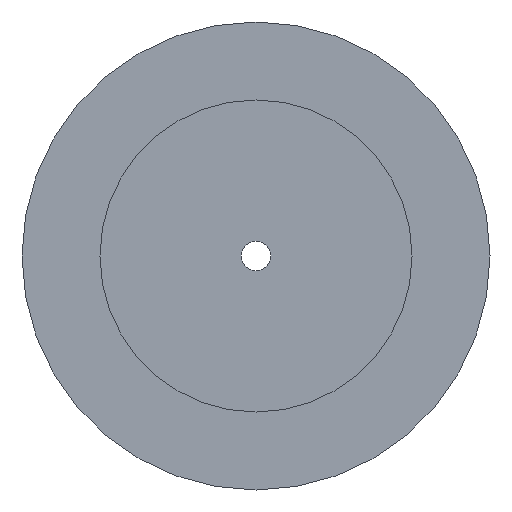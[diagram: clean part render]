
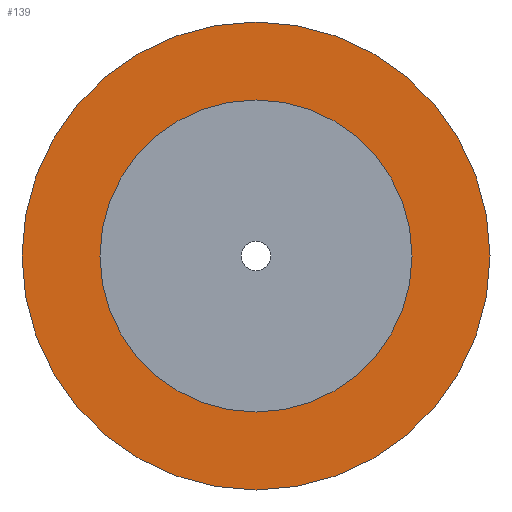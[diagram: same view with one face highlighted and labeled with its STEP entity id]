
A CAD part, front view. The second image highlights one B-rep face of the part: STEP entity #139.
In plain terms, the highlighted planar face has unit normal (0, -1, 0).
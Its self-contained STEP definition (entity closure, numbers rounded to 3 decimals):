
#1 = CARTESIAN_POINT ( 'NONE',  ( 0., 0., 0. ) ) ;
#41 = VERTEX_POINT ( 'NONE', #283 ) ;
#55 = CARTESIAN_POINT ( 'NONE',  ( 0., 0., 60. ) ) ;
#61 = AXIS2_PLACEMENT_3D ( 'NONE', #311, #184, #279 ) ;
#64 = EDGE_CURVE ( 'NONE', #119, #41, #370, .T. ) ;
#76 = AXIS2_PLACEMENT_3D ( 'NONE', #1, #190, #218 ) ;
#80 = VERTEX_POINT ( 'NONE', #269 ) ;
#100 = CARTESIAN_POINT ( 'NONE',  ( 0., 0., 0. ) ) ;
#101 = CARTESIAN_POINT ( 'NONE',  ( 0., 0., 0. ) ) ;
#103 = DIRECTION ( 'NONE',  ( 0., 0., 1. ) ) ;
#119 = VERTEX_POINT ( 'NONE', #55 ) ;
#139 = ADVANCED_FACE ( 'NONE', ( #249, #285 ), #320, .F. ) ;
#149 = EDGE_CURVE ( 'NONE', #80, #357, #199, .T. ) ;
#167 = ORIENTED_EDGE ( 'NONE', *, *, #296, .T. ) ;
#183 = EDGE_CURVE ( 'NONE', #41, #119, #389, .T. ) ;
#184 = DIRECTION ( 'NONE',  ( 0., 1., 0. ) ) ;
#188 = DIRECTION ( 'NONE',  ( 0., 0., 1. ) ) ;
#190 = DIRECTION ( 'NONE',  ( 0., 1., 0. ) ) ;
#194 = AXIS2_PLACEMENT_3D ( 'NONE', #101, #219, #349 ) ;
#199 = CIRCLE ( 'NONE', #313, 40. ) ;
#205 = ORIENTED_EDGE ( 'NONE', *, *, #149, .T. ) ;
#218 = DIRECTION ( 'NONE',  ( 0., 0., 1. ) ) ;
#219 = DIRECTION ( 'NONE',  ( 0., 1., 0. ) ) ;
#246 = EDGE_LOOP ( 'NONE', ( #167, #205 ) ) ;
#249 = FACE_OUTER_BOUND ( 'NONE', #373, .T. ) ;
#269 = CARTESIAN_POINT ( 'NONE',  ( 0., 0., 40. ) ) ;
#278 = ORIENTED_EDGE ( 'NONE', *, *, #183, .F. ) ;
#279 = DIRECTION ( 'NONE',  ( 0., 0., 1. ) ) ;
#283 = CARTESIAN_POINT ( 'NONE',  ( 0., 0., -60. ) ) ;
#285 = FACE_BOUND ( 'NONE', #246, .T. ) ;
#289 = AXIS2_PLACEMENT_3D ( 'NONE', #346, #377, #103 ) ;
#296 = EDGE_CURVE ( 'NONE', #357, #80, #322, .T. ) ;
#308 = ORIENTED_EDGE ( 'NONE', *, *, #64, .F. ) ;
#311 = CARTESIAN_POINT ( 'NONE',  ( 0., 0., 0. ) ) ;
#313 = AXIS2_PLACEMENT_3D ( 'NONE', #100, #378, #188 ) ;
#320 = PLANE ( 'NONE',  #76 ) ;
#322 = CIRCLE ( 'NONE', #194, 40. ) ;
#328 = CARTESIAN_POINT ( 'NONE',  ( 0., 0., -40. ) ) ;
#346 = CARTESIAN_POINT ( 'NONE',  ( 0., 0., 0. ) ) ;
#349 = DIRECTION ( 'NONE',  ( 0., 0., 1. ) ) ;
#357 = VERTEX_POINT ( 'NONE', #328 ) ;
#370 = CIRCLE ( 'NONE', #61, 60. ) ;
#373 = EDGE_LOOP ( 'NONE', ( #278, #308 ) ) ;
#377 = DIRECTION ( 'NONE',  ( 0., 1., 0. ) ) ;
#378 = DIRECTION ( 'NONE',  ( 0., 1., 0. ) ) ;
#389 = CIRCLE ( 'NONE', #289, 60. ) ;
